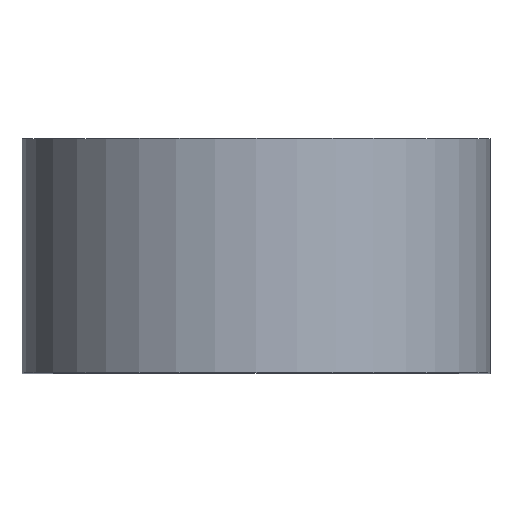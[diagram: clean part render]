
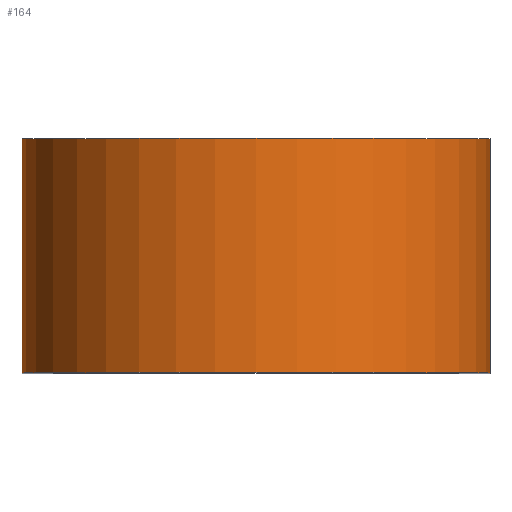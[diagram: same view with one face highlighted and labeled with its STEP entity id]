
A CAD part, top view. The second image highlights one B-rep face of the part: STEP entity #164.
In plain terms, the highlighted cylindrical face has radius 50 mm (diameter 100 mm), a partial arc.
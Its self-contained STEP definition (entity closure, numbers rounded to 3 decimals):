
#28=FACE_OUTER_BOUND('',#37,.T.);
#37=EDGE_LOOP('',(#134,#135,#136,#137));
#54=LINE('',#277,#69);
#55=LINE('',#283,#70);
#69=VECTOR('',#228,10.);
#70=VECTOR('',#235,10.);
#77=CIRCLE('',#192,50.);
#78=CIRCLE('',#193,50.);
#89=VERTEX_POINT('',#273);
#90=VERTEX_POINT('',#275);
#91=VERTEX_POINT('',#279);
#92=VERTEX_POINT('',#281);
#108=EDGE_CURVE('',#89,#90,#54,.T.);
#109=EDGE_CURVE('',#91,#89,#77,.T.);
#110=EDGE_CURVE('',#92,#90,#78,.T.);
#111=EDGE_CURVE('',#91,#92,#55,.T.);
#134=ORIENTED_EDGE('',*,*,#109,.T.);
#135=ORIENTED_EDGE('',*,*,#108,.T.);
#136=ORIENTED_EDGE('',*,*,#110,.F.);
#137=ORIENTED_EDGE('',*,*,#111,.F.);
#158=CYLINDRICAL_SURFACE('',#191,50.);
#164=ADVANCED_FACE('',(#28),#158,.T.);
#191=AXIS2_PLACEMENT_3D('',#278,#229,#230);
#192=AXIS2_PLACEMENT_3D('',#280,#231,#232);
#193=AXIS2_PLACEMENT_3D('',#282,#233,#234);
#228=DIRECTION('',(0.,1.,0.));
#229=DIRECTION('center_axis',(0.,1.,0.));
#230=DIRECTION('ref_axis',(1.,0.,0.));
#231=DIRECTION('center_axis',(0.,1.,0.));
#232=DIRECTION('ref_axis',(1.,0.,0.));
#233=DIRECTION('center_axis',(0.,1.,0.));
#234=DIRECTION('ref_axis',(1.,0.,0.));
#235=DIRECTION('',(0.,1.,0.));
#273=CARTESIAN_POINT('',(50.,0.,0.));
#275=CARTESIAN_POINT('',(50.,50.,0.));
#277=CARTESIAN_POINT('',(50.,0.,0.));
#278=CARTESIAN_POINT('Origin',(0.,0.,0.));
#279=CARTESIAN_POINT('',(-50.,0.,0.));
#280=CARTESIAN_POINT('Origin',(0.,0.,0.));
#281=CARTESIAN_POINT('',(-50.,50.,0.));
#282=CARTESIAN_POINT('Origin',(0.,50.,0.));
#283=CARTESIAN_POINT('',(-50.,0.,0.));
